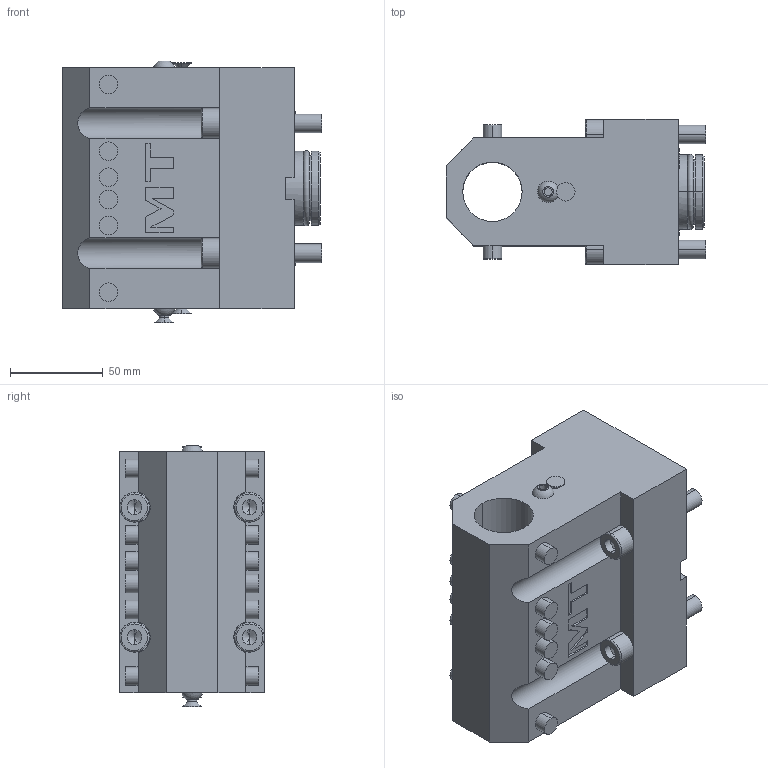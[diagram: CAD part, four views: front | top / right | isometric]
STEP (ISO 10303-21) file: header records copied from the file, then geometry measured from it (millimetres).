
FILE_DESCRIPTION((''),'2;1');
FILE_NAME('MNZ0143200_CONF','2023-02-24T14:26:53',('sterribile'),('M.T. srl'),'CREO PARAMETRIC BY PTC INC, 2021072','CREO PARAMETRIC BY PTC INC, 2021072','');
FILE_SCHEMA(('CONFIG_CONTROL_DESIGN'));
Length unit declared in the file: millimetre
Products named in the file (1): MNZ0143200_CONF
Bounding box: 140 x 78 x 141.1 mm (x, y, z)
Volume: 920696 mm3; surface area: 91423.8 mm2
Topology: 1 solids, 1 shells, 216 faces, 520 edges, 334 vertices
Faces by surface type: plane 106, cylinder 74, cone 16, torus 14, extrusion 4, sphere 2
Entity records: 6437 total; most frequent: CARTESIAN_POINT 1221, DIRECTION 1128, ORIENTED_EDGE 1024, EDGE_CURVE 512, AXIS2_PLACEMENT_3D 412, VERTEX_POINT 334, VECTOR 304, LINE 300
